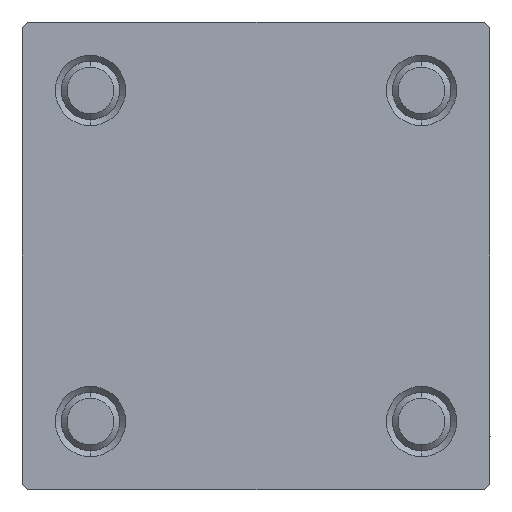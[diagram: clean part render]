
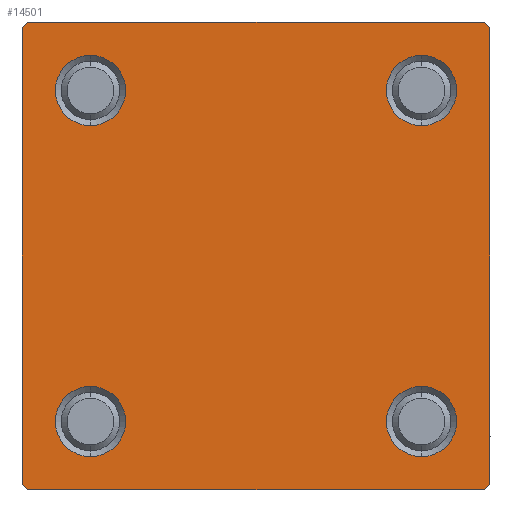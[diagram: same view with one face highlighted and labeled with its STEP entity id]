
A CAD part, left-side view. The second image highlights one B-rep face of the part: STEP entity #14501.
In plain terms, the highlighted planar face has unit normal (-1, 0, 0).
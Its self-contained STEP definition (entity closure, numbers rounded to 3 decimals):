
#397 = AXIS2_PLACEMENT_3D ( 'NONE', #22952, #23198, #34082 ) ;
#581 = CARTESIAN_POINT ( 'NONE',  ( 0., -14.15, -17.15 ) ) ;
#819 = ORIENTED_EDGE ( 'NONE', *, *, #32523, .T. ) ;
#864 = FACE_BOUND ( 'NONE', #14783, .T. ) ;
#1155 = EDGE_CURVE ( 'NONE', #45043, #34137, #36189, .T. ) ;
#2031 = CARTESIAN_POINT ( 'NONE',  ( 0., 19.75, 19.75 ) ) ;
#2183 = AXIS2_PLACEMENT_3D ( 'NONE', #29886, #21557, #18509 ) ;
#2432 = DIRECTION ( 'NONE',  ( 1., 0., 0. ) ) ;
#3185 = DIRECTION ( 'NONE',  ( 0., 0., 1. ) ) ;
#3583 = DIRECTION ( 'NONE',  ( 0., -0.707, 0.707 ) ) ;
#3645 = VECTOR ( 'NONE', #12598, 1000. ) ;
#3891 = AXIS2_PLACEMENT_3D ( 'NONE', #48640, #2432, #48890 ) ;
#4193 = VERTEX_POINT ( 'NONE', #17150 ) ;
#4228 = EDGE_CURVE ( 'NONE', #4193, #7398, #31793, .T. ) ;
#4246 = ORIENTED_EDGE ( 'NONE', *, *, #41475, .T. ) ;
#4654 = DIRECTION ( 'NONE',  ( 0., 0., 1. ) ) ;
#5157 = ORIENTED_EDGE ( 'NONE', *, *, #28998, .T. ) ;
#5395 = DIRECTION ( 'NONE',  ( 0., 0., 1. ) ) ;
#5715 = VERTEX_POINT ( 'NONE', #38365 ) ;
#5914 = ORIENTED_EDGE ( 'NONE', *, *, #43194, .T. ) ;
#6401 = VERTEX_POINT ( 'NONE', #24755 ) ;
#6458 = EDGE_CURVE ( 'NONE', #6401, #18984, #9263, .T. ) ;
#6754 = LINE ( 'NONE', #30484, #48355 ) ;
#7398 = VERTEX_POINT ( 'NONE', #28481 ) ;
#7803 = DIRECTION ( 'NONE',  ( 0., 0., -1. ) ) ;
#8389 = EDGE_CURVE ( 'NONE', #18984, #6401, #45598, .T. ) ;
#9263 = CIRCLE ( 'NONE', #397, 3. ) ;
#9431 = FACE_BOUND ( 'NONE', #19023, .T. ) ;
#11381 = EDGE_CURVE ( 'NONE', #28815, #7398, #47696, .T. ) ;
#11566 = CARTESIAN_POINT ( 'NONE',  ( 0., 20., 19.5 ) ) ;
#12395 = ORIENTED_EDGE ( 'NONE', *, *, #4228, .T. ) ;
#12598 = DIRECTION ( 'NONE',  ( 0., 0.707, 0.707 ) ) ;
#12876 = DIRECTION ( 'NONE',  ( 0., 0., 1. ) ) ;
#13213 = PLANE ( 'NONE',  #38530 ) ;
#13553 = VECTOR ( 'NONE', #7803, 1000. ) ;
#13896 = EDGE_CURVE ( 'NONE', #47092, #20908, #31028, .T. ) ;
#13898 = ORIENTED_EDGE ( 'NONE', *, *, #18826, .T. ) ;
#14501 = ADVANCED_FACE ( 'NONE', ( #20529, #35439, #9431, #864, #24065 ), #13213, .T. ) ;
#14722 = CARTESIAN_POINT ( 'NONE',  ( 0., -20., 20. ) ) ;
#14783 = EDGE_LOOP ( 'NONE', ( #37723, #5914 ) ) ;
#14879 = DIRECTION ( 'NONE',  ( 0., 0., 1. ) ) ;
#15132 = CARTESIAN_POINT ( 'NONE',  ( 0., 14.15, -14.15 ) ) ;
#15238 = EDGE_CURVE ( 'NONE', #41914, #41246, #36149, .T. ) ;
#15985 = CIRCLE ( 'NONE', #22442, 3. ) ;
#16000 = DIRECTION ( 'NONE',  ( 0., 0., 1. ) ) ;
#16415 = CARTESIAN_POINT ( 'NONE',  ( 0., 19.5, 20. ) ) ;
#16798 = CIRCLE ( 'NONE', #45028, 3. ) ;
#17150 = CARTESIAN_POINT ( 'NONE',  ( 0., -20., 19.5 ) ) ;
#17153 = VERTEX_POINT ( 'NONE', #32271 ) ;
#17418 = DIRECTION ( 'NONE',  ( 0., 0.707, -0.707 ) ) ;
#17850 = ORIENTED_EDGE ( 'NONE', *, *, #15238, .T. ) ;
#18509 = DIRECTION ( 'NONE',  ( 0., 0., 1. ) ) ;
#18530 = EDGE_LOOP ( 'NONE', ( #4246, #13898 ) ) ;
#18626 = CARTESIAN_POINT ( 'NONE',  ( 0., -14.15, 17.15 ) ) ;
#18826 = EDGE_CURVE ( 'NONE', #35868, #32010, #15985, .T. ) ;
#18984 = VERTEX_POINT ( 'NONE', #41742 ) ;
#19023 = EDGE_LOOP ( 'NONE', ( #28535, #24271 ) ) ;
#20529 = FACE_BOUND ( 'NONE', #45608, .T. ) ;
#20688 = AXIS2_PLACEMENT_3D ( 'NONE', #28780, #32059, #12876 ) ;
#20908 = VERTEX_POINT ( 'NONE', #29278 ) ;
#20970 = CARTESIAN_POINT ( 'NONE',  ( 0., -14.15, -11.15 ) ) ;
#21557 = DIRECTION ( 'NONE',  ( 1., 0., 0. ) ) ;
#22442 = AXIS2_PLACEMENT_3D ( 'NONE', #28126, #43545, #4654 ) ;
#22705 = DIRECTION ( 'NONE',  ( 1., 0., 0. ) ) ;
#22952 = CARTESIAN_POINT ( 'NONE',  ( 0., 14.15, -14.15 ) ) ;
#23198 = DIRECTION ( 'NONE',  ( 1., 0., 0. ) ) ;
#23636 = EDGE_LOOP ( 'NONE', ( #26606, #5157, #40499, #26379, #36243, #12395, #28284, #819 ) ) ;
#24065 = FACE_OUTER_BOUND ( 'NONE', #23636, .T. ) ;
#24271 = ORIENTED_EDGE ( 'NONE', *, *, #6458, .T. ) ;
#24456 = CARTESIAN_POINT ( 'NONE',  ( 0., -19.75, 19.75 ) ) ;
#24608 = VECTOR ( 'NONE', #17418, 1000. ) ;
#24755 = CARTESIAN_POINT ( 'NONE',  ( 0., 14.15, -17.15 ) ) ;
#24824 = DIRECTION ( 'NONE',  ( -1., 0., 0. ) ) ;
#26379 = ORIENTED_EDGE ( 'NONE', *, *, #1155, .T. ) ;
#26606 = ORIENTED_EDGE ( 'NONE', *, *, #13896, .T. ) ;
#27345 = AXIS2_PLACEMENT_3D ( 'NONE', #36199, #39499, #16000 ) ;
#27820 = VECTOR ( 'NONE', #29291, 1000. ) ;
#28126 = CARTESIAN_POINT ( 'NONE',  ( 0., -14.15, -14.15 ) ) ;
#28284 = ORIENTED_EDGE ( 'NONE', *, *, #11381, .F. ) ;
#28368 = CARTESIAN_POINT ( 'NONE',  ( 0., 0., 0. ) ) ;
#28481 = CARTESIAN_POINT ( 'NONE',  ( 0., -19.5, 20. ) ) ;
#28535 = ORIENTED_EDGE ( 'NONE', *, *, #8389, .T. ) ;
#28780 = CARTESIAN_POINT ( 'NONE',  ( 0., -14.15, 14.15 ) ) ;
#28815 = VERTEX_POINT ( 'NONE', #16415 ) ;
#28998 = EDGE_CURVE ( 'NONE', #20908, #17153, #48504, .T. ) ;
#29278 = CARTESIAN_POINT ( 'NONE',  ( 0., 20., -19.5 ) ) ;
#29291 = DIRECTION ( 'NONE',  ( 0., -0.707, -0.707 ) ) ;
#29886 = CARTESIAN_POINT ( 'NONE',  ( 0., 14.15, 14.15 ) ) ;
#30484 = CARTESIAN_POINT ( 'NONE',  ( 0., 20., -20. ) ) ;
#31028 = LINE ( 'NONE', #31281, #13553 ) ;
#31281 = CARTESIAN_POINT ( 'NONE',  ( 0., 20., 20. ) ) ;
#31793 = LINE ( 'NONE', #24456, #3645 ) ;
#32010 = VERTEX_POINT ( 'NONE', #20970 ) ;
#32059 = DIRECTION ( 'NONE',  ( 1., 0., 0. ) ) ;
#32271 = CARTESIAN_POINT ( 'NONE',  ( 0., 19.5, -20. ) ) ;
#32523 = EDGE_CURVE ( 'NONE', #28815, #47092, #36618, .T. ) ;
#33328 = CARTESIAN_POINT ( 'NONE',  ( 0., 19.75, -19.75 ) ) ;
#33782 = DIRECTION ( 'NONE',  ( 0., -1., 0. ) ) ;
#33918 = LINE ( 'NONE', #14722, #34353 ) ;
#34082 = DIRECTION ( 'NONE',  ( 0., 0., 1. ) ) ;
#34133 = CARTESIAN_POINT ( 'NONE',  ( 0., -19.75, -19.75 ) ) ;
#34137 = VERTEX_POINT ( 'NONE', #43525 ) ;
#34353 = VECTOR ( 'NONE', #49338, 1000. ) ;
#34476 = CARTESIAN_POINT ( 'NONE',  ( 0., -14.15, -14.15 ) ) ;
#34896 = EDGE_CURVE ( 'NONE', #4193, #34137, #33918, .T. ) ;
#34912 = CARTESIAN_POINT ( 'NONE',  ( 0., -14.15, 11.15 ) ) ;
#35439 = FACE_BOUND ( 'NONE', #18530, .T. ) ;
#35868 = VERTEX_POINT ( 'NONE', #581 ) ;
#36047 = CIRCLE ( 'NONE', #2183, 3. ) ;
#36103 = EDGE_CURVE ( 'NONE', #41246, #41914, #42470, .T. ) ;
#36149 = CIRCLE ( 'NONE', #3891, 3. ) ;
#36189 = LINE ( 'NONE', #34133, #47075 ) ;
#36199 = CARTESIAN_POINT ( 'NONE',  ( 0., 14.15, 14.15 ) ) ;
#36243 = ORIENTED_EDGE ( 'NONE', *, *, #34896, .F. ) ;
#36618 = LINE ( 'NONE', #2031, #24608 ) ;
#37321 = EDGE_CURVE ( 'NONE', #5715, #40156, #36047, .T. ) ;
#37723 = ORIENTED_EDGE ( 'NONE', *, *, #37321, .T. ) ;
#38028 = DIRECTION ( 'NONE',  ( 1., 0., 0. ) ) ;
#38365 = CARTESIAN_POINT ( 'NONE',  ( 0., 14.15, 17.15 ) ) ;
#38530 = AXIS2_PLACEMENT_3D ( 'NONE', #28368, #24824, #5395 ) ;
#39499 = DIRECTION ( 'NONE',  ( 1., 0., 0. ) ) ;
#39624 = DIRECTION ( 'NONE',  ( 0., -1., 0. ) ) ;
#40156 = VERTEX_POINT ( 'NONE', #40854 ) ;
#40499 = ORIENTED_EDGE ( 'NONE', *, *, #43702, .T. ) ;
#40854 = CARTESIAN_POINT ( 'NONE',  ( 0., 14.15, 11.15 ) ) ;
#41246 = VERTEX_POINT ( 'NONE', #18626 ) ;
#41475 = EDGE_CURVE ( 'NONE', #32010, #35868, #16798, .T. ) ;
#41742 = CARTESIAN_POINT ( 'NONE',  ( 0., 14.15, -11.15 ) ) ;
#41914 = VERTEX_POINT ( 'NONE', #34912 ) ;
#42470 = CIRCLE ( 'NONE', #20688, 3. ) ;
#42504 = VECTOR ( 'NONE', #39624, 1000. ) ;
#43194 = EDGE_CURVE ( 'NONE', #40156, #5715, #45107, .T. ) ;
#43525 = CARTESIAN_POINT ( 'NONE',  ( 0., -20., -19.5 ) ) ;
#43545 = DIRECTION ( 'NONE',  ( 1., 0., 0. ) ) ;
#43702 = EDGE_CURVE ( 'NONE', #17153, #45043, #6754, .T. ) ;
#44018 = AXIS2_PLACEMENT_3D ( 'NONE', #15132, #22705, #14879 ) ;
#45028 = AXIS2_PLACEMENT_3D ( 'NONE', #34476, #38028, #3185 ) ;
#45043 = VERTEX_POINT ( 'NONE', #46957 ) ;
#45107 = CIRCLE ( 'NONE', #27345, 3. ) ;
#45598 = CIRCLE ( 'NONE', #44018, 3. ) ;
#45608 = EDGE_LOOP ( 'NONE', ( #47134, #17850 ) ) ;
#46957 = CARTESIAN_POINT ( 'NONE',  ( 0., -19.5, -20. ) ) ;
#47075 = VECTOR ( 'NONE', #3583, 1000. ) ;
#47092 = VERTEX_POINT ( 'NONE', #11566 ) ;
#47134 = ORIENTED_EDGE ( 'NONE', *, *, #36103, .T. ) ;
#47185 = CARTESIAN_POINT ( 'NONE',  ( 0., 20., 20. ) ) ;
#47696 = LINE ( 'NONE', #47185, #42504 ) ;
#48355 = VECTOR ( 'NONE', #33782, 1000. ) ;
#48504 = LINE ( 'NONE', #33328, #27820 ) ;
#48640 = CARTESIAN_POINT ( 'NONE',  ( 0., -14.15, 14.15 ) ) ;
#48890 = DIRECTION ( 'NONE',  ( 0., 0., 1. ) ) ;
#49338 = DIRECTION ( 'NONE',  ( 0., 0., -1. ) ) ;
